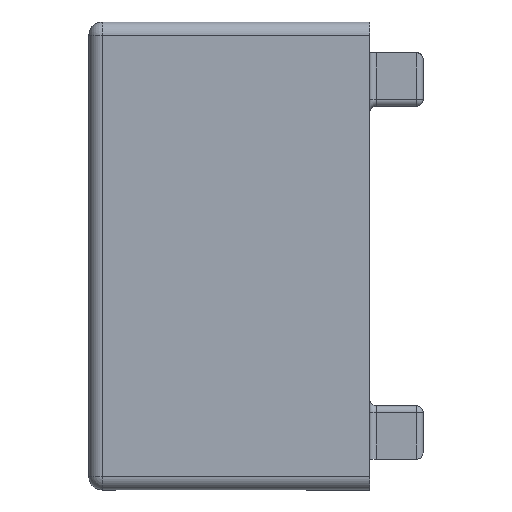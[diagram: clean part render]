
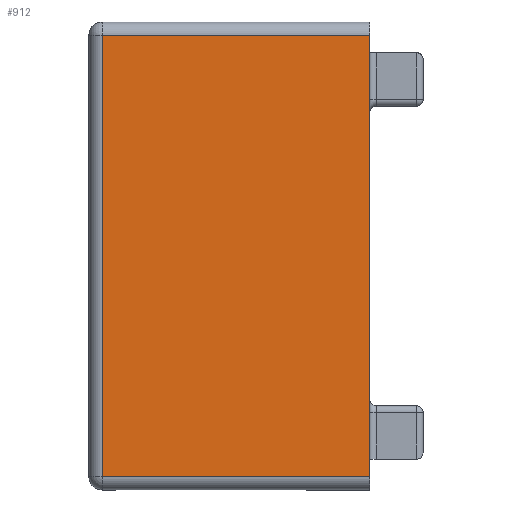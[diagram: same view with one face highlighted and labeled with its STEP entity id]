
A CAD part, left-side view. The second image highlights one B-rep face of the part: STEP entity #912.
In plain terms, the highlighted planar face has unit normal (-1, 0, 0).
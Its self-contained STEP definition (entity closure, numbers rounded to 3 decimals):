
#115 = DIRECTION ( 'NONE',  ( 0., 0., -1. ) ) ;
#203 = ORIENTED_EDGE ( 'NONE', *, *, #1502, .T. ) ;
#355 = VERTEX_POINT ( 'NONE', #592 ) ;
#397 = DIRECTION ( 'NONE',  ( 0., 1., 0. ) ) ;
#474 = CARTESIAN_POINT ( 'NONE',  ( -30., 1., 16.5 ) ) ;
#509 = EDGE_LOOP ( 'NONE', ( #203, #1867, #2124, #749 ) ) ;
#512 = CARTESIAN_POINT ( 'NONE',  ( -30., 2., -16.5 ) ) ;
#592 = CARTESIAN_POINT ( 'NONE',  ( -30., -19., -16.5 ) ) ;
#690 = CARTESIAN_POINT ( 'NONE',  ( -30., 2., 17.5 ) ) ;
#749 = ORIENTED_EDGE ( 'NONE', *, *, #2074, .T. ) ;
#843 = VECTOR ( 'NONE', #1228, 1000. ) ;
#912 = ADVANCED_FACE ( 'NONE', ( #2270 ), #2084, .F. ) ;
#960 = VECTOR ( 'NONE', #397, 1000. ) ;
#967 = LINE ( 'NONE', #1485, #1688 ) ;
#1042 = DIRECTION ( 'NONE',  ( 0., 0., -1. ) ) ;
#1082 = CARTESIAN_POINT ( 'NONE',  ( -30., 2., 16.5 ) ) ;
#1202 = LINE ( 'NONE', #512, #1952 ) ;
#1209 = DIRECTION ( 'NONE',  ( 1., 0., 0. ) ) ;
#1228 = DIRECTION ( 'NONE',  ( 0., 0., -1. ) ) ;
#1295 = EDGE_CURVE ( 'NONE', #1504, #355, #967, .T. ) ;
#1384 = DIRECTION ( 'NONE',  ( 0., -1., 0. ) ) ;
#1476 = EDGE_CURVE ( 'NONE', #1959, #355, #1202, .T. ) ;
#1485 = CARTESIAN_POINT ( 'NONE',  ( -30., -19., 17.5 ) ) ;
#1502 = EDGE_CURVE ( 'NONE', #1903, #1959, #2069, .T. ) ;
#1504 = VERTEX_POINT ( 'NONE', #1931 ) ;
#1569 = CARTESIAN_POINT ( 'NONE',  ( -30., 1., -17.5 ) ) ;
#1628 = CARTESIAN_POINT ( 'NONE',  ( -30., 1., -16.5 ) ) ;
#1688 = VECTOR ( 'NONE', #115, 1000. ) ;
#1725 = AXIS2_PLACEMENT_3D ( 'NONE', #690, #1209, #1042 ) ;
#1867 = ORIENTED_EDGE ( 'NONE', *, *, #1476, .T. ) ;
#1903 = VERTEX_POINT ( 'NONE', #474 ) ;
#1931 = CARTESIAN_POINT ( 'NONE',  ( -30., -19., 16.5 ) ) ;
#1952 = VECTOR ( 'NONE', #1384, 1000. ) ;
#1959 = VERTEX_POINT ( 'NONE', #1628 ) ;
#1977 = LINE ( 'NONE', #1082, #960 ) ;
#2069 = LINE ( 'NONE', #1569, #843 ) ;
#2074 = EDGE_CURVE ( 'NONE', #1504, #1903, #1977, .T. ) ;
#2084 = PLANE ( 'NONE',  #1725 ) ;
#2124 = ORIENTED_EDGE ( 'NONE', *, *, #1295, .F. ) ;
#2270 = FACE_OUTER_BOUND ( 'NONE', #509, .T. ) ;
